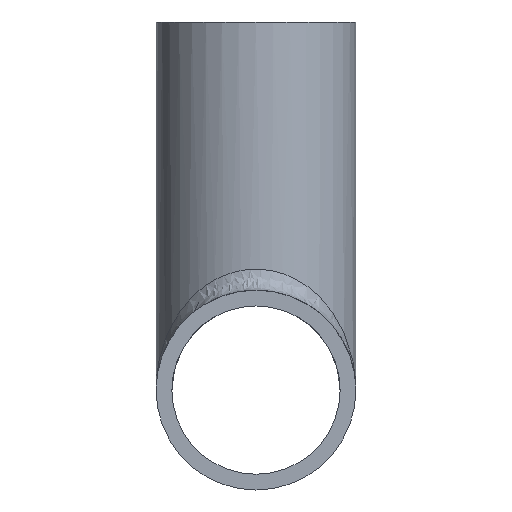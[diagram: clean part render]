
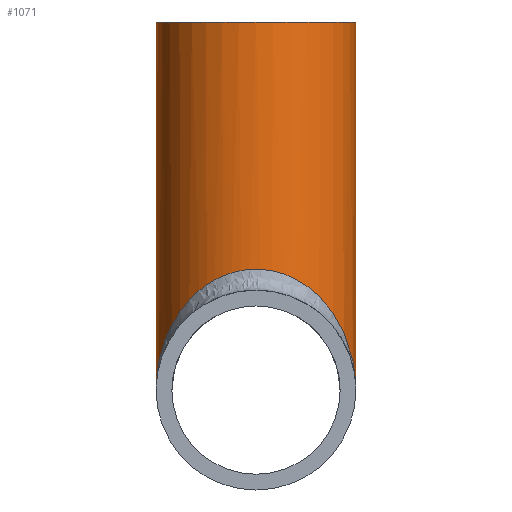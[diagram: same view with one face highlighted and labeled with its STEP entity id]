
A CAD part, left-side view. The second image highlights one B-rep face of the part: STEP entity #1071.
In plain terms, the highlighted cylindrical face has radius 9.5 mm (diameter 19 mm), a full revolution.
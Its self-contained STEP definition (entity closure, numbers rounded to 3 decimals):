
#821=CARTESIAN_POINT('',(0.0,9.5,0.0));
#822=VERTEX_POINT('',#821);
#823=CARTESIAN_POINT('',(0.0,-9.5,0.0));
#824=VERTEX_POINT('',#823);
#832=CARTESIAN_POINT('',(0.0,0.0,0.));
#833=DIRECTION('',(-0.771,0.0,-0.637));
#834=DIRECTION('',(-0.637,0.0,0.771));
#835=AXIS2_PLACEMENT_3D('',#832,#833,#834);
#836=ELLIPSE('',#835,14.916,9.5);
#837=EDGE_CURVE('',#824,#822,#836,.T.);
#1020=CARTESIAN_POINT('',(0.0,0.0,0.));
#1021=DIRECTION('',(0.771,0.0,-0.637));
#1022=DIRECTION('',(0.637,0.0,0.771));
#1023=AXIS2_PLACEMENT_3D('',#1020,#1021,#1022);
#1024=ELLIPSE('',#1023,14.916,9.5);
#1025=EDGE_CURVE('',#822,#824,#1024,.T.);
#1051=CARTESIAN_POINT('',(0.0,0.0,35.0));
#1052=DIRECTION('',(0.0,0.0,-1.0));
#1053=DIRECTION('',(-1.0,0.0,0.0));
#1054=AXIS2_PLACEMENT_3D('',#1051,#1052,#1053);
#1055=CYLINDRICAL_SURFACE('',#1054,9.5);
#1056=ORIENTED_EDGE('',*,*,#1025,.F.);
#1057=ORIENTED_EDGE('',*,*,#837,.F.);
#1058=EDGE_LOOP('',(#1056,#1057));
#1059=FACE_OUTER_BOUND('',#1058,.T.);
#1060=CARTESIAN_POINT('',(9.5,0.,35.0));
#1061=VERTEX_POINT('',#1060);
#1062=CARTESIAN_POINT('',(0.0,0.0,35.0));
#1063=DIRECTION('',(0.0,0.0,-1.0));
#1064=DIRECTION('',(-1.0,0.0,0.0));
#1065=AXIS2_PLACEMENT_3D('',#1062,#1063,#1064);
#1066=CIRCLE('',#1065,9.5);
#1067=EDGE_CURVE('',#1061,#1061,#1066,.T.);
#1068=ORIENTED_EDGE('',*,*,#1067,.T.);
#1069=EDGE_LOOP('',(#1068));
#1070=FACE_BOUND('',#1069,.T.);
#1071=ADVANCED_FACE('',(#1059,#1070),#1055,.T.);
